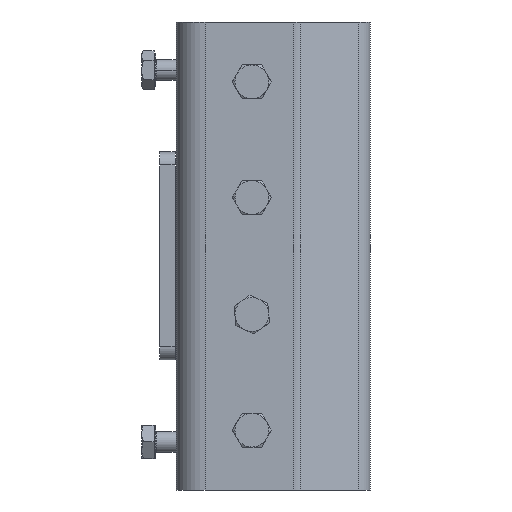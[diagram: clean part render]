
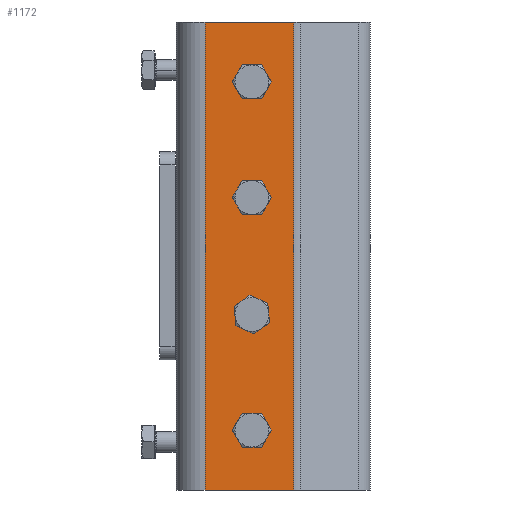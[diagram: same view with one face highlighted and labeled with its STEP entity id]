
A CAD part, left-side view. The second image highlights one B-rep face of the part: STEP entity #1172.
In plain terms, the highlighted planar face has unit normal (-1, 0, 0).
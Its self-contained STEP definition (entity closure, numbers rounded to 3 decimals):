
#231 = ORIENTED_EDGE ( 'NONE', *, *, #1227, .T. ) ;
#254 = LINE ( 'NONE', #4336, #3298 ) ;
#456 = DIRECTION ( 'NONE',  ( 0., -1., 0. ) ) ;
#465 = EDGE_CURVE ( 'NONE', #603, #649, #3726, .T. ) ;
#469 = DIRECTION ( 'NONE',  ( 0., -1., 0. ) ) ;
#472 = CARTESIAN_POINT ( 'NONE',  ( 10.304, 131.548, 192.665 ) ) ;
#597 = EDGE_LOOP ( 'NONE', ( #2901, #1496 ) ) ;
#603 = VERTEX_POINT ( 'NONE', #646 ) ;
#618 = DIRECTION ( 'NONE',  ( 0., 0., 1. ) ) ;
#646 = CARTESIAN_POINT ( 'NONE',  ( 10.304, 131.548, 96.365 ) ) ;
#649 = VERTEX_POINT ( 'NONE', #1430 ) ;
#679 = CARTESIAN_POINT ( 'NONE',  ( 10.304, 115.383, 32.265 ) ) ;
#682 = VECTOR ( 'NONE', #456, 1000. ) ;
#735 = DIRECTION ( 'NONE',  ( 1., 0., 0. ) ) ;
#757 = ORIENTED_EDGE ( 'NONE', *, *, #3220, .T. ) ;
#768 = EDGE_CURVE ( 'NONE', #4089, #2153, #1938, .T. ) ;
#806 = LINE ( 'NONE', #3235, #682 ) ;
#859 = CARTESIAN_POINT ( 'NONE',  ( 10.304, 131.548, 189.265 ) ) ;
#875 = LINE ( 'NONE', #2742, #4961 ) ;
#879 = VERTEX_POINT ( 'NONE', #2387 ) ;
#886 = CARTESIAN_POINT ( 'NONE',  ( 10.304, 131.548, 99.765 ) ) ;
#987 = CIRCLE ( 'NONE', #2258, 3.4 ) ;
#1039 = DIRECTION ( 'NONE',  ( 0., 0., 1. ) ) ;
#1172 = ADVANCED_FACE ( 'NONE', ( #3619, #2589, #3746, #4533, #3496 ), #4555, .T. ) ;
#1227 = EDGE_CURVE ( 'NONE', #2831, #2916, #4405, .T. ) ;
#1250 = DIRECTION ( 'NONE',  ( 0., 0., 1. ) ) ;
#1267 = DIRECTION ( 'NONE',  ( 0., 0., 1. ) ) ;
#1331 = CARTESIAN_POINT ( 'NONE',  ( 10.304, 131.548, 99.765 ) ) ;
#1341 = CARTESIAN_POINT ( 'NONE',  ( 10.304, 149.548, 32.265 ) ) ;
#1379 = CARTESIAN_POINT ( 'NONE',  ( 10.304, 123.413, 212.265 ) ) ;
#1417 = AXIS2_PLACEMENT_3D ( 'NONE', #886, #3655, #1267 ) ;
#1429 = CARTESIAN_POINT ( 'NONE',  ( 10.304, 131.548, 144.765 ) ) ;
#1430 = CARTESIAN_POINT ( 'NONE',  ( 10.304, 131.548, 103.165 ) ) ;
#1433 = DIRECTION ( 'NONE',  ( 1., 0., 0. ) ) ;
#1496 = ORIENTED_EDGE ( 'NONE', *, *, #5037, .T. ) ;
#1502 = DIRECTION ( 'NONE',  ( 0., 0., -1. ) ) ;
#1656 = AXIS2_PLACEMENT_3D ( 'NONE', #1429, #4199, #1840 ) ;
#1710 = ORIENTED_EDGE ( 'NONE', *, *, #1877, .F. ) ;
#1740 = DIRECTION ( 'NONE',  ( 0., 0., 1. ) ) ;
#1803 = CARTESIAN_POINT ( 'NONE',  ( 10.304, 149.548, 212.265 ) ) ;
#1840 = DIRECTION ( 'NONE',  ( 0., 0., 1. ) ) ;
#1877 = EDGE_CURVE ( 'NONE', #3259, #1996, #875, .T. ) ;
#1904 = CARTESIAN_POINT ( 'NONE',  ( 10.304, 131.548, 148.165 ) ) ;
#1933 = ORIENTED_EDGE ( 'NONE', *, *, #465, .T. ) ;
#1938 = CIRCLE ( 'NONE', #4973, 3.4 ) ;
#1970 = CIRCLE ( 'NONE', #2314, 3.4 ) ;
#1996 = VERTEX_POINT ( 'NONE', #679 ) ;
#1998 = ORIENTED_EDGE ( 'NONE', *, *, #768, .T. ) ;
#2099 = LINE ( 'NONE', #2851, #5105 ) ;
#2153 = VERTEX_POINT ( 'NONE', #3769 ) ;
#2179 = CARTESIAN_POINT ( 'NONE',  ( 10.304, 131.548, 185.865 ) ) ;
#2234 = DIRECTION ( 'NONE',  ( 1., 0., 0. ) ) ;
#2238 = CARTESIAN_POINT ( 'NONE',  ( 10.304, 131.548, 58.665 ) ) ;
#2258 = AXIS2_PLACEMENT_3D ( 'NONE', #3829, #1433, #4209 ) ;
#2314 = AXIS2_PLACEMENT_3D ( 'NONE', #859, #3636, #1250 ) ;
#2361 = CARTESIAN_POINT ( 'NONE',  ( 10.304, 131.548, 55.265 ) ) ;
#2387 = CARTESIAN_POINT ( 'NONE',  ( 10.304, 131.548, 141.365 ) ) ;
#2466 = VERTEX_POINT ( 'NONE', #1904 ) ;
#2589 = FACE_BOUND ( 'NONE', #3255, .T. ) ;
#2742 = CARTESIAN_POINT ( 'NONE',  ( 10.304, 115.383, 212.265 ) ) ;
#2818 = ORIENTED_EDGE ( 'NONE', *, *, #4469, .T. ) ;
#2831 = VERTEX_POINT ( 'NONE', #472 ) ;
#2851 = CARTESIAN_POINT ( 'NONE',  ( 10.304, 123.413, 32.265 ) ) ;
#2853 = EDGE_CURVE ( 'NONE', #4986, #3259, #806, .T. ) ;
#2901 = ORIENTED_EDGE ( 'NONE', *, *, #4113, .T. ) ;
#2916 = VERTEX_POINT ( 'NONE', #2179 ) ;
#2982 = AXIS2_PLACEMENT_3D ( 'NONE', #1331, #4109, #1740 ) ;
#3015 = DIRECTION ( 'NONE',  ( -1., 0., 0. ) ) ;
#3060 = DIRECTION ( 'NONE',  ( 1., 0., 0. ) ) ;
#3130 = EDGE_CURVE ( 'NONE', #2153, #4089, #3890, .T. ) ;
#3137 = CARTESIAN_POINT ( 'NONE',  ( 10.304, 131.548, 55.265 ) ) ;
#3178 = CIRCLE ( 'NONE', #1417, 3.4 ) ;
#3211 = AXIS2_PLACEMENT_3D ( 'NONE', #1379, #3015, #618 ) ;
#3220 = EDGE_CURVE ( 'NONE', #4986, #4605, #254, .T. ) ;
#3226 = DIRECTION ( 'NONE',  ( 0., 0., -1. ) ) ;
#3235 = CARTESIAN_POINT ( 'NONE',  ( 10.304, 123.413, 212.265 ) ) ;
#3255 = EDGE_LOOP ( 'NONE', ( #1998, #4041 ) ) ;
#3259 = VERTEX_POINT ( 'NONE', #4829 ) ;
#3265 = EDGE_CURVE ( 'NONE', #649, #603, #3178, .T. ) ;
#3298 = VECTOR ( 'NONE', #3226, 1000. ) ;
#3496 = FACE_BOUND ( 'NONE', #4553, .T. ) ;
#3516 = DIRECTION ( 'NONE',  ( 0., 0., 1. ) ) ;
#3574 = EDGE_LOOP ( 'NONE', ( #4656, #757, #2818, #1710 ) ) ;
#3619 = FACE_OUTER_BOUND ( 'NONE', #3574, .T. ) ;
#3636 = DIRECTION ( 'NONE',  ( 1., 0., 0. ) ) ;
#3655 = DIRECTION ( 'NONE',  ( 1., 0., 0. ) ) ;
#3726 = CIRCLE ( 'NONE', #2982, 3.4 ) ;
#3746 = FACE_BOUND ( 'NONE', #4352, .T. ) ;
#3769 = CARTESIAN_POINT ( 'NONE',  ( 10.304, 131.548, 51.865 ) ) ;
#3829 = CARTESIAN_POINT ( 'NONE',  ( 10.304, 131.548, 144.765 ) ) ;
#3836 = EDGE_CURVE ( 'NONE', #2916, #2831, #1970, .T. ) ;
#3890 = CIRCLE ( 'NONE', #4889, 3.4 ) ;
#3965 = ORIENTED_EDGE ( 'NONE', *, *, #3836, .T. ) ;
#3978 = AXIS2_PLACEMENT_3D ( 'NONE', #4582, #2234, #4985 ) ;
#4041 = ORIENTED_EDGE ( 'NONE', *, *, #3130, .T. ) ;
#4089 = VERTEX_POINT ( 'NONE', #2238 ) ;
#4109 = DIRECTION ( 'NONE',  ( 1., 0., 0. ) ) ;
#4113 = EDGE_CURVE ( 'NONE', #2466, #879, #4129, .T. ) ;
#4129 = CIRCLE ( 'NONE', #1656, 3.4 ) ;
#4199 = DIRECTION ( 'NONE',  ( 1., 0., 0. ) ) ;
#4209 = DIRECTION ( 'NONE',  ( 0., 0., 1. ) ) ;
#4336 = CARTESIAN_POINT ( 'NONE',  ( 10.304, 149.548, 212.265 ) ) ;
#4352 = EDGE_LOOP ( 'NONE', ( #231, #3965 ) ) ;
#4405 = CIRCLE ( 'NONE', #3978, 3.4 ) ;
#4469 = EDGE_CURVE ( 'NONE', #4605, #1996, #2099, .T. ) ;
#4533 = FACE_BOUND ( 'NONE', #597, .T. ) ;
#4553 = EDGE_LOOP ( 'NONE', ( #5031, #1933 ) ) ;
#4555 = PLANE ( 'NONE',  #3211 ) ;
#4582 = CARTESIAN_POINT ( 'NONE',  ( 10.304, 131.548, 189.265 ) ) ;
#4605 = VERTEX_POINT ( 'NONE', #1341 ) ;
#4656 = ORIENTED_EDGE ( 'NONE', *, *, #2853, .F. ) ;
#4829 = CARTESIAN_POINT ( 'NONE',  ( 10.304, 115.383, 212.265 ) ) ;
#4889 = AXIS2_PLACEMENT_3D ( 'NONE', #2361, #3060, #1039 ) ;
#4961 = VECTOR ( 'NONE', #1502, 1000. ) ;
#4973 = AXIS2_PLACEMENT_3D ( 'NONE', #3137, #735, #3516 ) ;
#4985 = DIRECTION ( 'NONE',  ( 0., 0., 1. ) ) ;
#4986 = VERTEX_POINT ( 'NONE', #1803 ) ;
#5031 = ORIENTED_EDGE ( 'NONE', *, *, #3265, .T. ) ;
#5037 = EDGE_CURVE ( 'NONE', #879, #2466, #987, .T. ) ;
#5105 = VECTOR ( 'NONE', #469, 1000. ) ;
